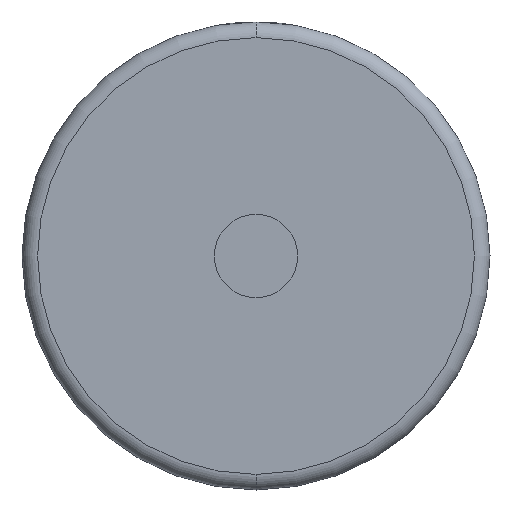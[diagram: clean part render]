
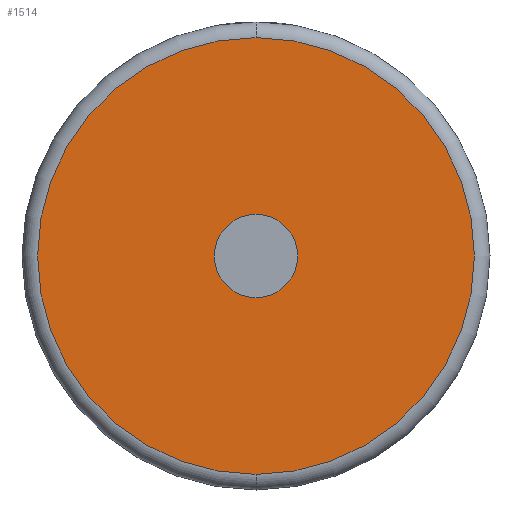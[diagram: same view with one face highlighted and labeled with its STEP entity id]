
A CAD part, front view. The second image highlights one B-rep face of the part: STEP entity #1514.
In plain terms, the highlighted planar face has unit normal (0, -1, 0).
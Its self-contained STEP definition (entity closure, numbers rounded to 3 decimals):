
#25 = CARTESIAN_POINT ( 'NONE',  ( 0., 0., 21. ) ) ;
#104 = CARTESIAN_POINT ( 'NONE',  ( 0., 0., 0. ) ) ;
#121 = AXIS2_PLACEMENT_3D ( 'NONE', #5410, #5805, #5886 ) ;
#136 = CIRCLE ( 'NONE', #4060, 4. ) ;
#224 = DIRECTION ( 'NONE',  ( 0., 0., 1. ) ) ;
#430 = EDGE_LOOP ( 'NONE', ( #4589, #5078 ) ) ;
#639 = VERTEX_POINT ( 'NONE', #1076 ) ;
#1076 = CARTESIAN_POINT ( 'NONE',  ( 0., 0., 4. ) ) ;
#1191 = CARTESIAN_POINT ( 'NONE',  ( 0., 0., 0. ) ) ;
#1514 = ADVANCED_FACE ( 'NONE', ( #4266, #2443 ), #5783, .F. ) ;
#1538 = DIRECTION ( 'NONE',  ( 0., -1., 0. ) ) ;
#1707 = CIRCLE ( 'NONE', #121, 21. ) ;
#1888 = VERTEX_POINT ( 'NONE', #3236 ) ;
#1893 = DIRECTION ( 'NONE',  ( 0., 0., 1. ) ) ;
#1927 = DIRECTION ( 'NONE',  ( 0., -1., 0. ) ) ;
#1978 = EDGE_CURVE ( 'NONE', #639, #4600, #3450, .T. ) ;
#2047 = EDGE_CURVE ( 'NONE', #4600, #639, #136, .T. ) ;
#2166 = EDGE_CURVE ( 'NONE', #1888, #2771, #1707, .T. ) ;
#2443 = FACE_BOUND ( 'NONE', #2598, .T. ) ;
#2470 = DIRECTION ( 'NONE',  ( 0., 0., 1. ) ) ;
#2479 = AXIS2_PLACEMENT_3D ( 'NONE', #1191, #1927, #2574 ) ;
#2493 = CARTESIAN_POINT ( 'NONE',  ( 0., 0., 0. ) ) ;
#2574 = DIRECTION ( 'NONE',  ( 0., 0., 1. ) ) ;
#2598 = EDGE_LOOP ( 'NONE', ( #4167, #5750 ) ) ;
#2771 = VERTEX_POINT ( 'NONE', #25 ) ;
#2975 = DIRECTION ( 'NONE',  ( 0., 1., 0. ) ) ;
#3002 = CARTESIAN_POINT ( 'NONE',  ( 0., 0., 0. ) ) ;
#3236 = CARTESIAN_POINT ( 'NONE',  ( 0., 0., -21. ) ) ;
#3312 = DIRECTION ( 'NONE',  ( 0., -1., 0. ) ) ;
#3450 = CIRCLE ( 'NONE', #5714, 4. ) ;
#3666 = AXIS2_PLACEMENT_3D ( 'NONE', #2493, #2975, #224 ) ;
#4046 = EDGE_CURVE ( 'NONE', #2771, #1888, #5787, .T. ) ;
#4060 = AXIS2_PLACEMENT_3D ( 'NONE', #3002, #1538, #2470 ) ;
#4167 = ORIENTED_EDGE ( 'NONE', *, *, #1978, .F. ) ;
#4266 = FACE_OUTER_BOUND ( 'NONE', #430, .T. ) ;
#4556 = CARTESIAN_POINT ( 'NONE',  ( 0., 0., -4. ) ) ;
#4589 = ORIENTED_EDGE ( 'NONE', *, *, #4046, .T. ) ;
#4600 = VERTEX_POINT ( 'NONE', #4556 ) ;
#5078 = ORIENTED_EDGE ( 'NONE', *, *, #2166, .T. ) ;
#5410 = CARTESIAN_POINT ( 'NONE',  ( 0., 0., 0. ) ) ;
#5714 = AXIS2_PLACEMENT_3D ( 'NONE', #104, #3312, #1893 ) ;
#5750 = ORIENTED_EDGE ( 'NONE', *, *, #2047, .F. ) ;
#5783 = PLANE ( 'NONE',  #3666 ) ;
#5787 = CIRCLE ( 'NONE', #2479, 21. ) ;
#5805 = DIRECTION ( 'NONE',  ( 0., -1., 0. ) ) ;
#5886 = DIRECTION ( 'NONE',  ( 0., 0., 1. ) ) ;
